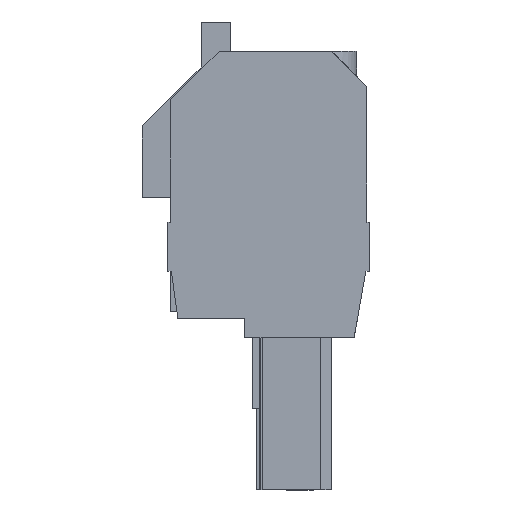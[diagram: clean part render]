
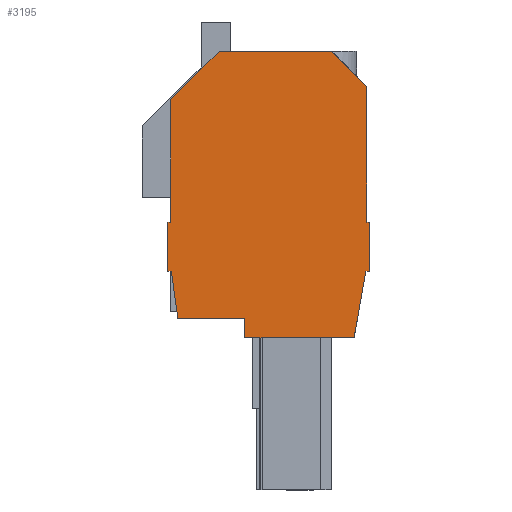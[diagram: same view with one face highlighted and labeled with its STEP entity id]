
A CAD part, left-side view. The second image highlights one B-rep face of the part: STEP entity #3195.
In plain terms, the highlighted planar face has unit normal (-1, 0, 0).
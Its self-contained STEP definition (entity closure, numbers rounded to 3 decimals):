
#3106=AXIS2_PLACEMENT_3D('Plane Axis2P3D',#3103,#3104,#3105) ;
#111=CARTESIAN_POINT('Vertex',(0.,20.3,27.3)) ;
#116=CARTESIAN_POINT('Line Origine',(0.,20.3,33.532)) ;
#120=CARTESIAN_POINT('Vertex',(0.,20.3,39.764)) ;
#279=CARTESIAN_POINT('Vertex',(0.,0.3,27.3)) ;
#617=CARTESIAN_POINT('Vertex',(0.,0.3,41.114)) ;
#620=CARTESIAN_POINT('Line Origine',(0.,0.3,34.207)) ;
#2443=CARTESIAN_POINT('Vertex',(0.,0.404,22.3)) ;
#2446=CARTESIAN_POINT('Line Origine',(0.,1.004,18.9)) ;
#2450=CARTESIAN_POINT('Vertex',(0.,1.603,15.5)) ;
#2501=CARTESIAN_POINT('Vertex',(0.,19.557,17.5)) ;
#2504=CARTESIAN_POINT('Line Origine',(0.,19.895,19.9)) ;
#2508=CARTESIAN_POINT('Vertex',(0.,20.232,22.3)) ;
#2968=CARTESIAN_POINT('Vertex',(0.,3.886,44.7)) ;
#2971=CARTESIAN_POINT('Line Origine',(0.,2.093,42.907)) ;
#3103=CARTESIAN_POINT('Axis2P3D Location',(0.,0.,0.)) ;
#3108=CARTESIAN_POINT('Line Origine',(0.,20.6,24.8)) ;
#3112=CARTESIAN_POINT('Vertex',(0.,20.6,27.3)) ;
#3114=CARTESIAN_POINT('Vertex',(0.,20.6,22.3)) ;
#3117=CARTESIAN_POINT('Line Origine',(0.,20.416,22.3)) ;
#3122=CARTESIAN_POINT('Line Origine',(0.,16.14,17.5)) ;
#3126=CARTESIAN_POINT('Vertex',(0.,12.723,17.5)) ;
#3129=CARTESIAN_POINT('Line Origine',(0.,12.723,16.5)) ;
#3133=CARTESIAN_POINT('Vertex',(0.,12.723,15.5)) ;
#3136=CARTESIAN_POINT('Line Origine',(0.,7.163,15.5)) ;
#3141=CARTESIAN_POINT('Line Origine',(0.,0.202,22.3)) ;
#3145=CARTESIAN_POINT('Vertex',(0.,0.,22.3)) ;
#3148=CARTESIAN_POINT('Line Origine',(0.,0.,24.8)) ;
#3152=CARTESIAN_POINT('Vertex',(0.,0.,27.3)) ;
#3155=CARTESIAN_POINT('Line Origine',(0.,0.15,27.3)) ;
#3160=CARTESIAN_POINT('Line Origine',(0.,9.625,44.7)) ;
#3164=CARTESIAN_POINT('Vertex',(0.,15.364,44.7)) ;
#3167=CARTESIAN_POINT('Line Origine',(0.,17.832,42.232)) ;
#3172=CARTESIAN_POINT('Line Origine',(0.,20.45,27.3)) ;
#117=DIRECTION('Vector Direction',(0.,0.,1.)) ;
#621=DIRECTION('Vector Direction',(0.,0.,-1.)) ;
#2447=DIRECTION('Vector Direction',(0.,0.174,-0.985)) ;
#2505=DIRECTION('Vector Direction',(0.,-0.139,-0.99)) ;
#2972=DIRECTION('Vector Direction',(0.,0.707,0.707)) ;
#3104=DIRECTION('Axis2P3D Direction',(-1.,0.,0.)) ;
#3105=DIRECTION('Axis2P3D XDirection',(0.,0.,1.)) ;
#3109=DIRECTION('Vector Direction',(0.,0.,-1.)) ;
#3118=DIRECTION('Vector Direction',(0.,-1.,0.)) ;
#3123=DIRECTION('Vector Direction',(0.,-1.,0.)) ;
#3130=DIRECTION('Vector Direction',(0.,0.,-1.)) ;
#3137=DIRECTION('Vector Direction',(0.,-1.,0.)) ;
#3142=DIRECTION('Vector Direction',(0.,-1.,0.)) ;
#3149=DIRECTION('Vector Direction',(0.,0.,1.)) ;
#3156=DIRECTION('Vector Direction',(0.,1.,0.)) ;
#3161=DIRECTION('Vector Direction',(0.,1.,0.)) ;
#3168=DIRECTION('Vector Direction',(0.,0.707,-0.707)) ;
#3173=DIRECTION('Vector Direction',(0.,1.,0.)) ;
#118=VECTOR('Line Direction',#117,1.) ;
#622=VECTOR('Line Direction',#621,1.) ;
#2448=VECTOR('Line Direction',#2447,1.) ;
#2506=VECTOR('Line Direction',#2505,1.) ;
#2973=VECTOR('Line Direction',#2972,1.) ;
#3110=VECTOR('Line Direction',#3109,1.) ;
#3119=VECTOR('Line Direction',#3118,1.) ;
#3124=VECTOR('Line Direction',#3123,1.) ;
#3131=VECTOR('Line Direction',#3130,1.) ;
#3138=VECTOR('Line Direction',#3137,1.) ;
#3143=VECTOR('Line Direction',#3142,1.) ;
#3150=VECTOR('Line Direction',#3149,1.) ;
#3157=VECTOR('Line Direction',#3156,1.) ;
#3162=VECTOR('Line Direction',#3161,1.) ;
#3169=VECTOR('Line Direction',#3168,1.) ;
#3174=VECTOR('Line Direction',#3173,1.) ;
#3178=ORIENTED_EDGE('',*,*,#3116,.T.) ;
#3179=ORIENTED_EDGE('',*,*,#3121,.T.) ;
#3180=ORIENTED_EDGE('',*,*,#2510,.T.) ;
#3181=ORIENTED_EDGE('',*,*,#3128,.T.) ;
#3182=ORIENTED_EDGE('',*,*,#3135,.T.) ;
#3183=ORIENTED_EDGE('',*,*,#3140,.T.) ;
#3184=ORIENTED_EDGE('',*,*,#2452,.T.) ;
#3185=ORIENTED_EDGE('',*,*,#3147,.T.) ;
#3186=ORIENTED_EDGE('',*,*,#3154,.T.) ;
#3187=ORIENTED_EDGE('',*,*,#3159,.T.) ;
#3188=ORIENTED_EDGE('',*,*,#624,.T.) ;
#3189=ORIENTED_EDGE('',*,*,#2975,.T.) ;
#3190=ORIENTED_EDGE('',*,*,#3166,.T.) ;
#3191=ORIENTED_EDGE('',*,*,#3171,.T.) ;
#3192=ORIENTED_EDGE('',*,*,#122,.T.) ;
#3193=ORIENTED_EDGE('',*,*,#3176,.T.) ;
#3195=ADVANCED_FACE('housing',(#3194),#3107,.T.) ;
#122=EDGE_CURVE('',#121,#112,#119,.F.) ;
#624=EDGE_CURVE('',#280,#618,#623,.F.) ;
#2452=EDGE_CURVE('',#2451,#2444,#2449,.F.) ;
#2510=EDGE_CURVE('',#2509,#2502,#2507,.T.) ;
#2975=EDGE_CURVE('',#618,#2969,#2974,.T.) ;
#3116=EDGE_CURVE('',#3113,#3115,#3111,.T.) ;
#3121=EDGE_CURVE('',#3115,#2509,#3120,.T.) ;
#3128=EDGE_CURVE('',#2502,#3127,#3125,.T.) ;
#3135=EDGE_CURVE('',#3127,#3134,#3132,.T.) ;
#3140=EDGE_CURVE('',#3134,#2451,#3139,.T.) ;
#3147=EDGE_CURVE('',#2444,#3146,#3144,.T.) ;
#3154=EDGE_CURVE('',#3146,#3153,#3151,.T.) ;
#3159=EDGE_CURVE('',#3153,#280,#3158,.T.) ;
#3166=EDGE_CURVE('',#2969,#3165,#3163,.T.) ;
#3171=EDGE_CURVE('',#3165,#121,#3170,.T.) ;
#3176=EDGE_CURVE('',#112,#3113,#3175,.T.) ;
#3177=EDGE_LOOP('',(#3178,#3179,#3180,#3181,#3182,#3183,#3184,#3185,#3186,#3187,#3188,#3189,#3190,#3191,#3192,#3193)) ;
#3194=FACE_OUTER_BOUND('',#3177,.T.) ;
#119=LINE('Line',#116,#118) ;
#623=LINE('Line',#620,#622) ;
#2449=LINE('Line',#2446,#2448) ;
#2507=LINE('Line',#2504,#2506) ;
#2974=LINE('Line',#2971,#2973) ;
#3111=LINE('Line',#3108,#3110) ;
#3120=LINE('Line',#3117,#3119) ;
#3125=LINE('Line',#3122,#3124) ;
#3132=LINE('Line',#3129,#3131) ;
#3139=LINE('Line',#3136,#3138) ;
#3144=LINE('Line',#3141,#3143) ;
#3151=LINE('Line',#3148,#3150) ;
#3158=LINE('Line',#3155,#3157) ;
#3163=LINE('Line',#3160,#3162) ;
#3170=LINE('Line',#3167,#3169) ;
#3175=LINE('Line',#3172,#3174) ;
#3107=PLANE('',#3106) ;
#112=VERTEX_POINT('',#111) ;
#121=VERTEX_POINT('',#120) ;
#280=VERTEX_POINT('',#279) ;
#618=VERTEX_POINT('',#617) ;
#2444=VERTEX_POINT('',#2443) ;
#2451=VERTEX_POINT('',#2450) ;
#2502=VERTEX_POINT('',#2501) ;
#2509=VERTEX_POINT('',#2508) ;
#2969=VERTEX_POINT('',#2968) ;
#3113=VERTEX_POINT('',#3112) ;
#3115=VERTEX_POINT('',#3114) ;
#3127=VERTEX_POINT('',#3126) ;
#3134=VERTEX_POINT('',#3133) ;
#3146=VERTEX_POINT('',#3145) ;
#3153=VERTEX_POINT('',#3152) ;
#3165=VERTEX_POINT('',#3164) ;
